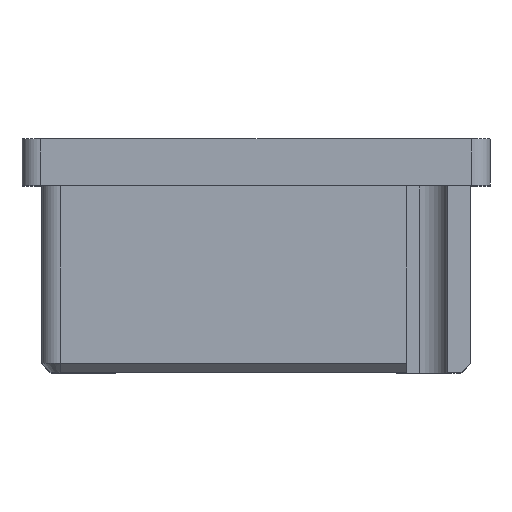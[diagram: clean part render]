
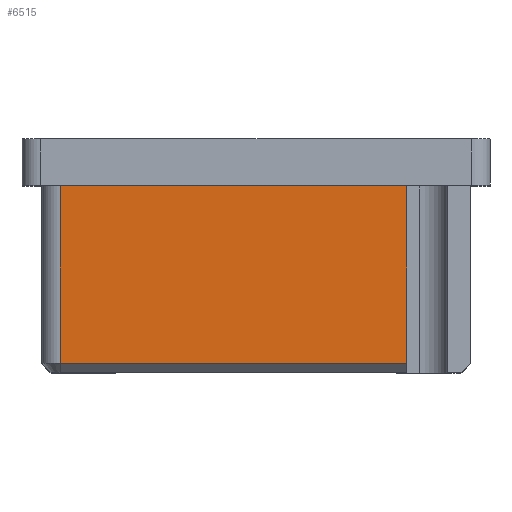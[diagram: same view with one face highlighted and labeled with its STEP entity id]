
A CAD part, top view. The second image highlights one B-rep face of the part: STEP entity #6515.
In plain terms, the highlighted planar face has unit normal (0, 0, 1).
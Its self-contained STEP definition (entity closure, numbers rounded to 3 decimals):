
#348 = CARTESIAN_POINT ( 'NONE',  ( 16.1, -19., 12.9 ) ) ;
#984 = EDGE_CURVE ( 'NONE', #18075, #29115, #20237, .T. ) ;
#1436 = LINE ( 'NONE', #2826, #16235 ) ;
#1587 = AXIS2_PLACEMENT_3D ( 'NONE', #21008, #7483, #7777 ) ;
#1667 = ORIENTED_EDGE ( 'NONE', *, *, #12215, .T. ) ;
#2826 = CARTESIAN_POINT ( 'NONE',  ( -22.9, 0., 12.9 ) ) ;
#3377 = CARTESIAN_POINT ( 'NONE',  ( -20.9, -20., 12.9 ) ) ;
#4902 = VECTOR ( 'NONE', #7123, 1000. ) ;
#6515 = ADVANCED_FACE ( 'NONE', ( #8456 ), #16744, .F. ) ;
#6991 = CARTESIAN_POINT ( 'NONE',  ( -20.9, -19., 12.9 ) ) ;
#7123 = DIRECTION ( 'NONE',  ( 1., 0., 0. ) ) ;
#7483 = DIRECTION ( 'NONE',  ( 0., 0., -1. ) ) ;
#7777 = DIRECTION ( 'NONE',  ( -1., 0., 0. ) ) ;
#7879 = EDGE_LOOP ( 'NONE', ( #16977, #10348, #1667, #24926 ) ) ;
#8066 = LINE ( 'NONE', #348, #4902 ) ;
#8456 = FACE_OUTER_BOUND ( 'NONE', #7879, .T. ) ;
#9412 = VECTOR ( 'NONE', #21604, 1000. ) ;
#10127 = EDGE_CURVE ( 'NONE', #29115, #28972, #8066, .T. ) ;
#10245 = DIRECTION ( 'NONE',  ( 0., -1., 0. ) ) ;
#10348 = ORIENTED_EDGE ( 'NONE', *, *, #10127, .T. ) ;
#12215 = EDGE_CURVE ( 'NONE', #28972, #25850, #21760, .T. ) ;
#13051 = CARTESIAN_POINT ( 'NONE',  ( -20.9, 0., 12.9 ) ) ;
#14129 = CARTESIAN_POINT ( 'NONE',  ( 16.1, 0., 12.9 ) ) ;
#16235 = VECTOR ( 'NONE', #25025, 1000. ) ;
#16744 = PLANE ( 'NONE',  #1587 ) ;
#16977 = ORIENTED_EDGE ( 'NONE', *, *, #984, .T. ) ;
#18075 = VERTEX_POINT ( 'NONE', #13051 ) ;
#20196 = CARTESIAN_POINT ( 'NONE',  ( 16.1, -19., 12.9 ) ) ;
#20237 = LINE ( 'NONE', #3377, #24815 ) ;
#21008 = CARTESIAN_POINT ( 'NONE',  ( -22.9, -20., 12.9 ) ) ;
#21604 = DIRECTION ( 'NONE',  ( 0., 1., 0. ) ) ;
#21760 = LINE ( 'NONE', #23958, #9412 ) ;
#21942 = EDGE_CURVE ( 'NONE', #25850, #18075, #1436, .T. ) ;
#23958 = CARTESIAN_POINT ( 'NONE',  ( 16.1, -20., 12.9 ) ) ;
#24815 = VECTOR ( 'NONE', #10245, 1000. ) ;
#24926 = ORIENTED_EDGE ( 'NONE', *, *, #21942, .T. ) ;
#25025 = DIRECTION ( 'NONE',  ( -1., 0., 0. ) ) ;
#25850 = VERTEX_POINT ( 'NONE', #14129 ) ;
#28972 = VERTEX_POINT ( 'NONE', #20196 ) ;
#29115 = VERTEX_POINT ( 'NONE', #6991 ) ;
